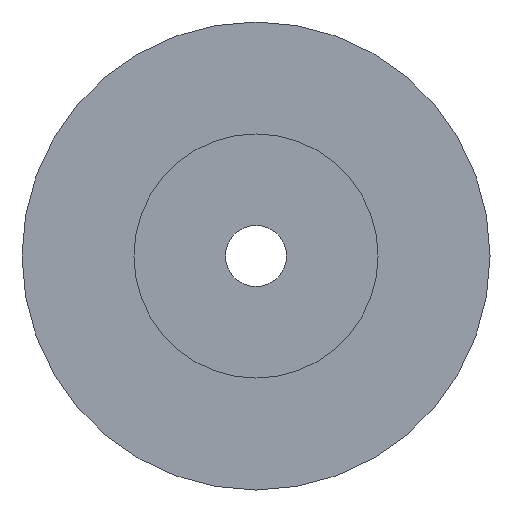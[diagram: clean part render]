
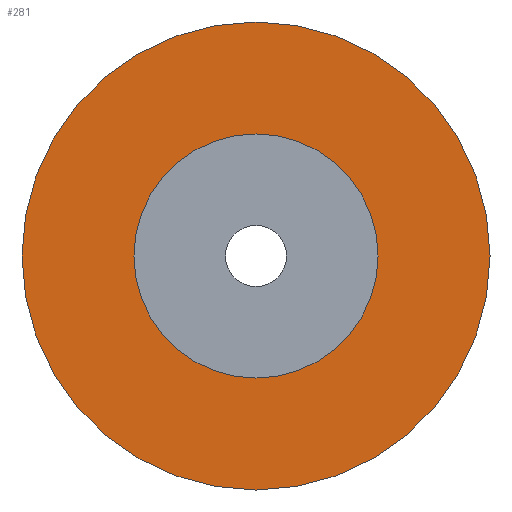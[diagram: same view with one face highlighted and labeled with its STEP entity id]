
A CAD part, front view. The second image highlights one B-rep face of the part: STEP entity #281.
In plain terms, the highlighted planar face has unit normal (0, -1, 0).
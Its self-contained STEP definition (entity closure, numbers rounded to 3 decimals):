
#15=FACE_BOUND('',#48,.T.);
#20=PLANE('',#324);
#29=FACE_OUTER_BOUND('',#47,.T.);
#47=EDGE_LOOP('',(#196));
#48=EDGE_LOOP('',(#197));
#107=CIRCLE('',#322,11.5);
#109=CIRCLE('',#325,6.);
#127=VERTEX_POINT('',#458);
#129=VERTEX_POINT('',#464);
#153=EDGE_CURVE('',#127,#127,#107,.T.);
#156=EDGE_CURVE('',#129,#129,#109,.T.);
#196=ORIENTED_EDGE('',*,*,#153,.T.);
#197=ORIENTED_EDGE('',*,*,#156,.F.);
#281=ADVANCED_FACE('',(#29,#15),#20,.F.);
#322=AXIS2_PLACEMENT_3D('',#459,#363,#364);
#324=AXIS2_PLACEMENT_3D('',#463,#368,#369);
#325=AXIS2_PLACEMENT_3D('',#465,#370,#371);
#363=DIRECTION('center_axis',(0.,-1.,0.));
#364=DIRECTION('ref_axis',(1.,0.,0.));
#368=DIRECTION('center_axis',(0.,1.,0.));
#369=DIRECTION('ref_axis',(0.,0.,1.));
#370=DIRECTION('center_axis',(0.,-1.,0.));
#371=DIRECTION('ref_axis',(1.,0.,0.));
#458=CARTESIAN_POINT('',(-11.5,2.,0.));
#459=CARTESIAN_POINT('Origin',(0.,2.,0.));
#463=CARTESIAN_POINT('Origin',(0.,2.,0.));
#464=CARTESIAN_POINT('',(-6.,2.,0.));
#465=CARTESIAN_POINT('Origin',(0.,2.,0.));
